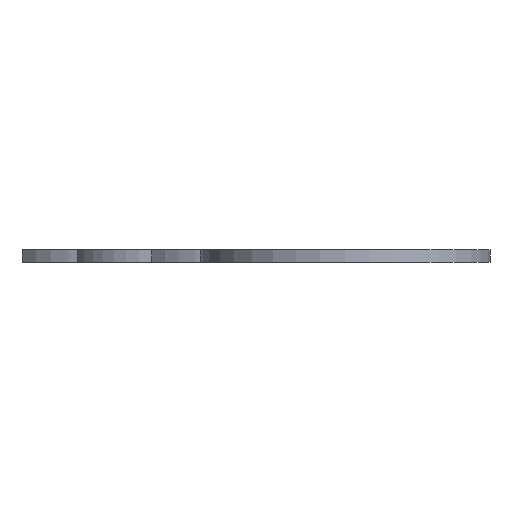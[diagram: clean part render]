
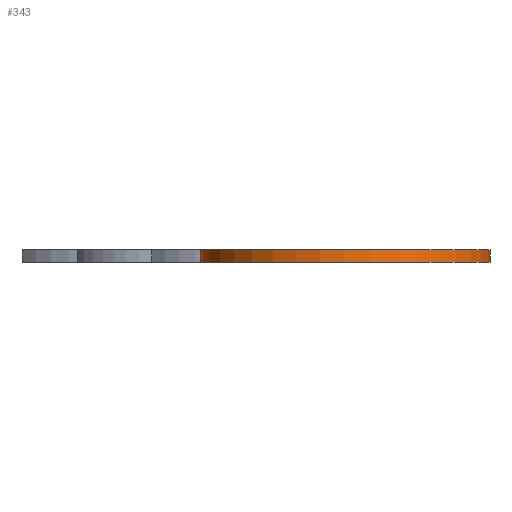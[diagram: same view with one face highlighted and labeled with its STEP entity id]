
A CAD part, left-side view. The second image highlights one B-rep face of the part: STEP entity #343.
In plain terms, the highlighted cylindrical face has radius 115 mm (diameter 230 mm), a full revolution.
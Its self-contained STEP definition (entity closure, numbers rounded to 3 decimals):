
#343 = ADVANCED_FACE( '', ( #840, #841 ), #842, .T. );
#840 = FACE_OUTER_BOUND( '', #1527, .T. );
#841 = FACE_OUTER_BOUND( '', #1528, .T. );
#842 = CYLINDRICAL_SURFACE( '', #1529, 115. );
#1527 = EDGE_LOOP( '', ( #2414 ) );
#1528 = EDGE_LOOP( '', ( #2415 ) );
#1529 = AXIS2_PLACEMENT_3D( '', #2416, #2417, #2418 );
#2414 = ORIENTED_EDGE( '', *, *, #4044, .T. );
#2415 = ORIENTED_EDGE( '', *, *, #4045, .F. );
#2416 = CARTESIAN_POINT( '', ( 255.464, 267.444, 0. ) );
#2417 = DIRECTION( '', ( 0., 0., -1. ) );
#2418 = DIRECTION( '', ( 1., 0., 0. ) );
#4044 = EDGE_CURVE( '', #4923, #4923, #4924, .T. );
#4045 = EDGE_CURVE( '', #4925, #4925, #4926, .T. );
#4923 = VERTEX_POINT( '', #6020 );
#4924 = CIRCLE( '', #6021, 115. );
#4925 = VERTEX_POINT( '', #6022 );
#4926 = CIRCLE( '', #6023, 115. );
#6020 = CARTESIAN_POINT( '', ( 370.464, 267.444, 0. ) );
#6021 = AXIS2_PLACEMENT_3D( '', #7229, #7230, #7231 );
#6022 = CARTESIAN_POINT( '', ( 370.464, 267.444, 10. ) );
#6023 = AXIS2_PLACEMENT_3D( '', #7232, #7233, #7234 );
#7229 = CARTESIAN_POINT( '', ( 255.464, 267.444, 0. ) );
#7230 = DIRECTION( '', ( 0., 0., 1. ) );
#7231 = DIRECTION( '', ( 1., 0., 0. ) );
#7232 = CARTESIAN_POINT( '', ( 255.464, 267.444, 10. ) );
#7233 = DIRECTION( '', ( 0., 0., 1. ) );
#7234 = DIRECTION( '', ( 1., 0., 0. ) );
